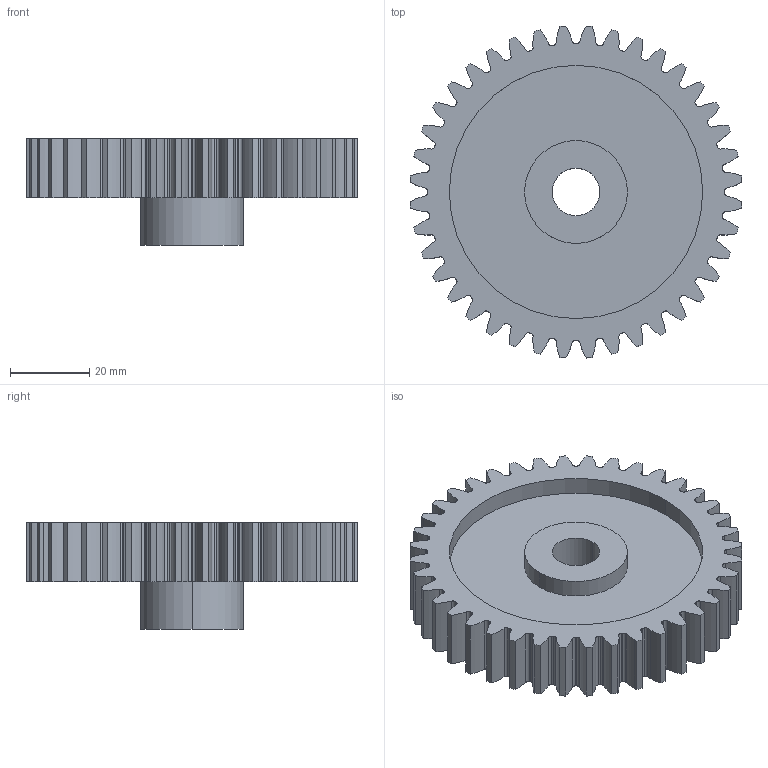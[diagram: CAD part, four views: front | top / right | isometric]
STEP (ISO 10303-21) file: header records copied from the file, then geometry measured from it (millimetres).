
FILE_DESCRIPTION (( 'STEP AP214' ), '1' );
FILE_NAME ('119-020-040.step', '2010-07-19T16:06:20', ( 'WMH Herion Antriebstechnik GmbH' ), ( 'WMH Herion Antriebstechnik GmbH' ), 'SwSTEP 2.0', 'SolidWorks 2010', '' );
FILE_SCHEMA (( 'AUTOMOTIVE_DESIGN' ));
Length unit declared in the file: millimetre
Products named in the file (1): 119-020-040
Bounding box: 83.85 x 83.85 x 27 mm (x, y, z)
Volume: 54005.2 mm3; surface area: 21705 mm2
Topology: 1 solids, 1 shells, 279 faces, 819 edges, 546 vertices
Faces by surface type: cylinder 273, plane 6
Entity records: 9657 total; most frequent: DIRECTION 1925, CARTESIAN_POINT 1645, ORIENTED_EDGE 1638, AXIS2_PLACEMENT_3D 826, EDGE_CURVE 819, VERTEX_POINT 546, CIRCLE 546, EDGE_LOOP 285
